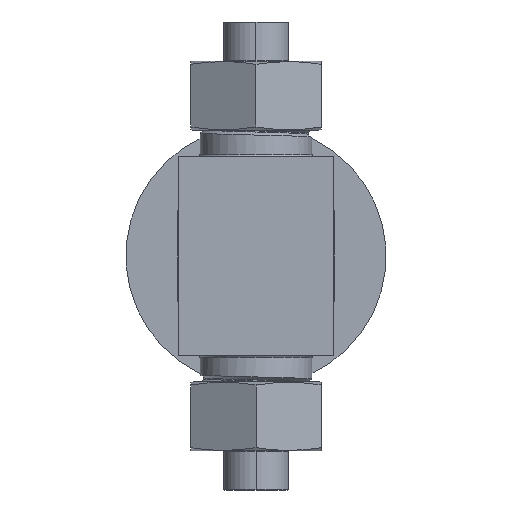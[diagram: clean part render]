
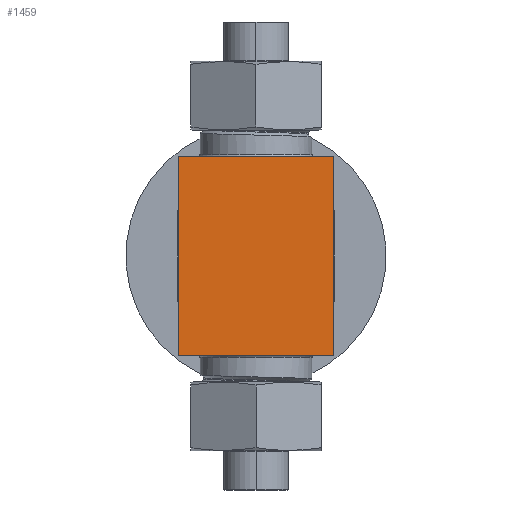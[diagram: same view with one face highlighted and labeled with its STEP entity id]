
A CAD part, front view. The second image highlights one B-rep face of the part: STEP entity #1459.
In plain terms, the highlighted planar face has unit normal (0, -1, 0).
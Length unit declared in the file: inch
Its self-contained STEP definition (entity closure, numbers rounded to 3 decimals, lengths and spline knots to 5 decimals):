
#270 = EDGE_LOOP ( 'NONE', ( #11057, #3278, #10629, #1965 ) ) ;
#498 = CARTESIAN_POINT ( 'NONE',  ( -0.49022, 0.15902, 1.11676 ) ) ;
#502 = EDGE_CURVE ( 'Defeatured_0_82+Defeatured_0_87+Defeatured_0_81+Defeatured_0_80', #1619, #3165, #8297, .T. ) ;
#893 = LINE ( 'NONE', #1622, #3601 ) ;
#1459 = ADVANCED_FACE ( 'Defeatured_0_82', ( #4522 ), #6201, .F. ) ;
#1619 = VERTEX_POINT ( 'NONE', #8646 ) ;
#1622 = CARTESIAN_POINT ( 'NONE',  ( -0.49022, 0.15902, 2.55676 ) ) ;
#1965 = ORIENTED_EDGE ( 'NONE', *, *, #502, .T. ) ;
#2107 = DIRECTION ( 'NONE',  ( 0., 1., 0. ) ) ;
#2308 = CARTESIAN_POINT ( 'NONE',  ( 0.63478, 0.15902, -0.47423 ) ) ;
#2679 = CARTESIAN_POINT ( 'NONE',  ( -0.49022, 0.15902, 2.55676 ) ) ;
#3165 = VERTEX_POINT ( 'NONE', #9274 ) ;
#3278 = ORIENTED_EDGE ( 'NONE', *, *, #14286, .F. ) ;
#3601 = VECTOR ( 'NONE', #10916, 39.37008 ) ;
#3622 = VERTEX_POINT ( 'NONE', #2679 ) ;
#4522 = FACE_OUTER_BOUND ( 'NONE', #270, .T. ) ;
#5556 = DIRECTION ( 'NONE',  ( -1., 0., 0. ) ) ;
#5569 = CARTESIAN_POINT ( 'NONE',  ( -0.49022, 0.15902, -0.47423 ) ) ;
#5950 = VERTEX_POINT ( 'NONE', #12189 ) ;
#6201 = PLANE ( 'NONE',  #6972 ) ;
#6972 = AXIS2_PLACEMENT_3D ( 'NONE', #9082, #2107, #5556 ) ;
#7289 = DIRECTION ( 'NONE',  ( 0., 0., 1. ) ) ;
#8297 = LINE ( 'NONE', #2308, #14460 ) ;
#8356 = VECTOR ( 'NONE', #12177, 39.37008 ) ;
#8646 = CARTESIAN_POINT ( 'NONE',  ( 0.63478, 0.15902, 1.11676 ) ) ;
#8843 = VECTOR ( 'NONE', #12490, 39.37008 ) ;
#9082 = CARTESIAN_POINT ( 'NONE',  ( -0.49022, 0.15902, -0.47423 ) ) ;
#9274 = CARTESIAN_POINT ( 'NONE',  ( 0.63478, 0.15902, 2.55676 ) ) ;
#9861 = EDGE_CURVE ( 'Defeatured_0_80+Defeatured_0_82+Defeatured_0_88+Defeatured_0_87', #3622, #3165, #893, .T. ) ;
#10629 = ORIENTED_EDGE ( 'NONE', *, *, #11596, .T. ) ;
#10916 = DIRECTION ( 'NONE',  ( 1., 0., 0. ) ) ;
#11057 = ORIENTED_EDGE ( 'NONE', *, *, #9861, .F. ) ;
#11456 = LINE ( 'NONE', #498, #8356 ) ;
#11596 = EDGE_CURVE ( 'Defeatured_0_82+Defeatured_0_81+Defeatured_0_88+Defeatured_0_87', #5950, #1619, #11456, .T. ) ;
#12177 = DIRECTION ( 'NONE',  ( 1., 0., 0. ) ) ;
#12189 = CARTESIAN_POINT ( 'NONE',  ( -0.49022, 0.15902, 1.11676 ) ) ;
#12302 = LINE ( 'NONE', #5569, #8843 ) ;
#12490 = DIRECTION ( 'NONE',  ( 0., 0., 1. ) ) ;
#14286 = EDGE_CURVE ( 'Defeatured_0_88+Defeatured_0_82+Defeatured_0_81+Defeatured_0_80', #5950, #3622, #12302, .T. ) ;
#14460 = VECTOR ( 'NONE', #7289, 39.37008 ) ;
